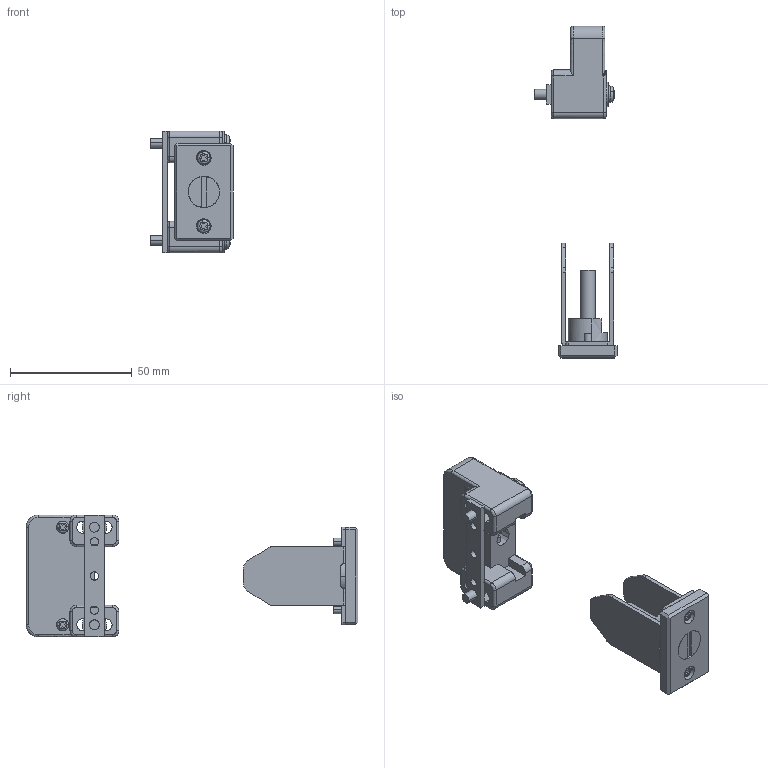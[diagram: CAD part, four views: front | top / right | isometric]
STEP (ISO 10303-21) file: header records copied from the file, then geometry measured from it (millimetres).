
FILE_DESCRIPTION((''),'2;1');
FILE_NAME('','2005-07-15T15:49:31',(''),(''),'','CADfix','');
FILE_SCHEMA(('AUTOMOTIVE_DESIGN'));
Length unit declared in the file: millimetre
Products named in the file (7): screw_A; screw_B; plate; holder; guide; body; TL_254_326_36
Assembly tree (8 placements, depth 2):
  TL_254_326_36
    screw_A  x2
    screw_B  x2
    plate
    holder
    guide
    body
Bounding box: 33.7 x 136.04 x 50 mm (x, y, z)
Volume: 34794.9 mm3; surface area: 20700 mm2
Topology: 8 solids, 8 shells, 432 faces, 1270 edges, 873 vertices
Faces by surface type: bspline 432
Entity records: 12648 total; most frequent: CARTESIAN_POINT 6485, ORIENTED_EDGE 2144, EDGE_CURVE 1072, VERTEX_POINT 735, QUASI_UNIFORM_CURVE 586, EDGE_LOOP 409, FACE_OUTER_BOUND 366, ADVANCED_FACE 366
